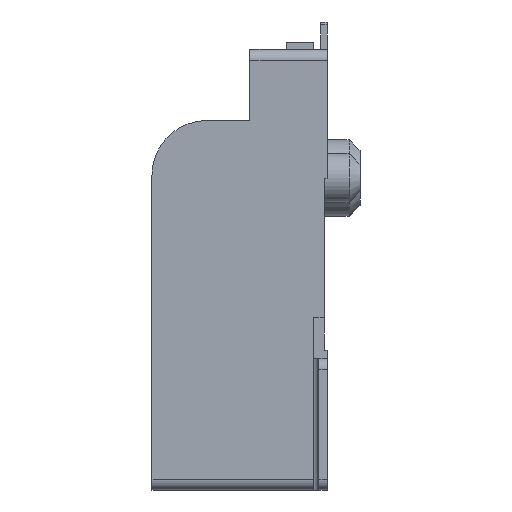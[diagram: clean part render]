
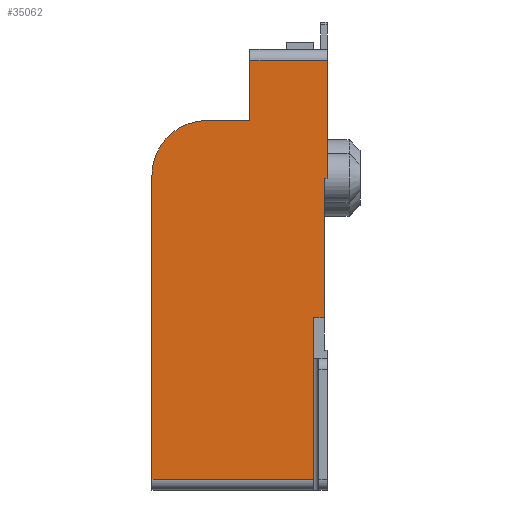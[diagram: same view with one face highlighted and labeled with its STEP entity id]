
A CAD part, left-side view. The second image highlights one B-rep face of the part: STEP entity #35062.
In plain terms, the highlighted planar face has unit normal (-1, 0, 0).
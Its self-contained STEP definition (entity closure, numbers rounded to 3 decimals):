
#1289=CIRCLE('',#38329,1.);
#3730=FACE_OUTER_BOUND('',#5689,.T.);
#5689=EDGE_LOOP('',(#31660,#31661,#31662,#31663,#31664,#31665,#31666,#31667,
#31668,#31669,#31670));
#9308=LINE('',#58075,#13120);
#9319=LINE('',#58103,#13131);
#9340=LINE('',#58156,#13152);
#9345=LINE('',#58163,#13157);
#9372=LINE('',#58232,#13184);
#9434=LINE('',#58394,#13246);
#9458=LINE('',#58441,#13270);
#9467=LINE('',#58459,#13279);
#9486=LINE('',#58509,#13298);
#9501=LINE('',#58554,#13313);
#13120=VECTOR('',#47890,1.41);
#13131=VECTOR('',#47913,0.2);
#13152=VECTOR('',#47960,0.05);
#13157=VECTOR('',#47967,2.15);
#13184=VECTOR('',#48032,2.55);
#13246=VECTOR('',#48154,0.79);
#13270=VECTOR('',#48200,10.);
#13279=VECTOR('',#48217,10.);
#13298=VECTOR('',#48268,5.55);
#13313=VECTOR('',#48327,2.95);
#16664=VERTEX_POINT('',#58073);
#16665=VERTEX_POINT('',#58074);
#16675=VERTEX_POINT('',#58101);
#16676=VERTEX_POINT('',#58102);
#16694=VERTEX_POINT('',#58154);
#16695=VERTEX_POINT('',#58155);
#16773=VERTEX_POINT('',#58391);
#16774=VERTEX_POINT('',#58393);
#16791=VERTEX_POINT('',#58458);
#16805=VERTEX_POINT('',#58506);
#16806=VERTEX_POINT('',#58508);
#21533=EDGE_CURVE('',#16664,#16665,#9308,.T.);
#21546=EDGE_CURVE('',#16675,#16676,#9319,.T.);
#21572=EDGE_CURVE('',#16694,#16695,#9340,.T.);
#21577=EDGE_CURVE('',#16694,#16664,#9345,.T.);
#21612=EDGE_CURVE('',#16675,#16695,#9372,.T.);
#21685=EDGE_CURVE('',#16774,#16773,#9434,.T.);
#21709=EDGE_CURVE('',#16774,#16665,#9458,.T.);
#21718=EDGE_CURVE('',#16676,#16791,#9467,.T.);
#21743=EDGE_CURVE('',#16806,#16805,#9486,.T.);
#21764=EDGE_CURVE('',#16806,#16773,#1289,.T.);
#21766=EDGE_CURVE('',#16805,#16791,#9501,.T.);
#31660=ORIENTED_EDGE('',*,*,#21764,.F.);
#31661=ORIENTED_EDGE('',*,*,#21743,.T.);
#31662=ORIENTED_EDGE('',*,*,#21766,.T.);
#31663=ORIENTED_EDGE('',*,*,#21718,.F.);
#31664=ORIENTED_EDGE('',*,*,#21546,.F.);
#31665=ORIENTED_EDGE('',*,*,#21612,.T.);
#31666=ORIENTED_EDGE('',*,*,#21572,.F.);
#31667=ORIENTED_EDGE('',*,*,#21577,.T.);
#31668=ORIENTED_EDGE('',*,*,#21533,.T.);
#31669=ORIENTED_EDGE('',*,*,#21709,.F.);
#31670=ORIENTED_EDGE('',*,*,#21685,.T.);
#33116=PLANE('',#38332);
#35062=ADVANCED_FACE('',(#3730),#33116,.F.);
#38329=AXIS2_PLACEMENT_3D('',#58550,#48320,#48321);
#38332=AXIS2_PLACEMENT_3D('',#58555,#48328,#48329);
#47890=DIRECTION('',(0.,1.,0.));
#47913=DIRECTION('',(0.,1.,0.));
#47960=DIRECTION('',(0.,1.,0.));
#47967=DIRECTION('',(0.,0.,1.));
#48032=DIRECTION('',(0.,0.,1.));
#48154=DIRECTION('',(0.,1.,0.));
#48200=DIRECTION('',(0.,0.,1.));
#48217=DIRECTION('',(0.,0.,-1.));
#48268=DIRECTION('',(0.,0.,-1.));
#48320=DIRECTION('center_axis',(1.,0.,0.));
#48321=DIRECTION('ref_axis',(0.,1.,0.));
#48327=DIRECTION('',(0.,-1.,0.));
#48328=DIRECTION('center_axis',(1.,0.,0.));
#48329=DIRECTION('ref_axis',(0.,0.,-1.));
#58073=CARTESIAN_POINT('',(-11.,0.,3.9));
#58074=CARTESIAN_POINT('',(-11.,1.41,3.9));
#58075=CARTESIAN_POINT('',(-11.,0.,3.9));
#58101=CARTESIAN_POINT('',(-11.,0.05,-0.8));
#58102=CARTESIAN_POINT('',(-11.,0.25,-0.8));
#58103=CARTESIAN_POINT('',(-11.,0.05,-0.8));
#58154=CARTESIAN_POINT('',(-11.,0.,1.75));
#58155=CARTESIAN_POINT('',(-11.,0.05,1.75));
#58156=CARTESIAN_POINT('',(-11.,0.,1.75));
#58163=CARTESIAN_POINT('',(-11.,0.,1.75));
#58232=CARTESIAN_POINT('',(-11.,0.05,-0.8));
#58391=CARTESIAN_POINT('',(-11.,2.2,2.8));
#58393=CARTESIAN_POINT('',(-11.,1.41,2.8));
#58394=CARTESIAN_POINT('',(-11.,1.41,2.8));
#58441=CARTESIAN_POINT('',(-11.,1.41,0.2));
#58458=CARTESIAN_POINT('',(-11.,0.25,-3.75));
#58459=CARTESIAN_POINT('',(-11.,0.25,0.2));
#58506=CARTESIAN_POINT('',(-11.,3.2,-3.75));
#58508=CARTESIAN_POINT('',(-11.,3.2,1.8));
#58509=CARTESIAN_POINT('',(-11.,3.2,1.8));
#58550=CARTESIAN_POINT('Origin',(-11.,2.2,1.8));
#58554=CARTESIAN_POINT('',(-11.,3.2,-3.75));
#58555=CARTESIAN_POINT('Origin',(-11.,1.6,0.075));
